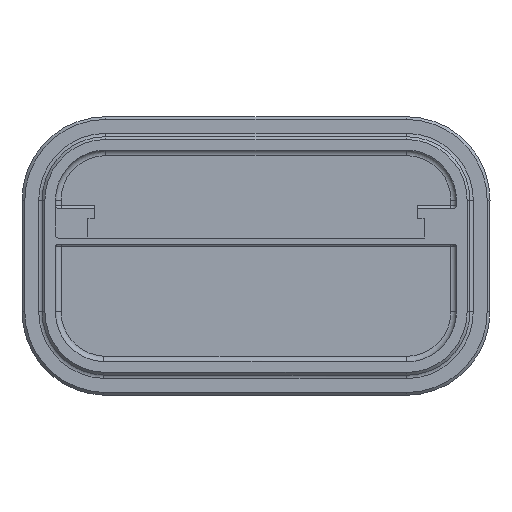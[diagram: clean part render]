
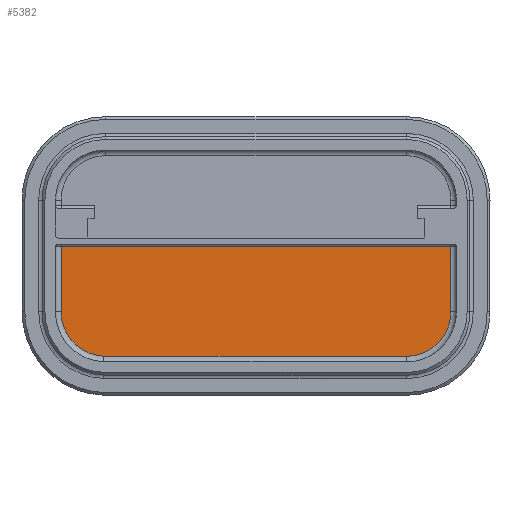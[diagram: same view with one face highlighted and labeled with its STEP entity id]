
A CAD part, front view. The second image highlights one B-rep face of the part: STEP entity #5382.
In plain terms, the highlighted planar face has unit normal (0, -1, 0).
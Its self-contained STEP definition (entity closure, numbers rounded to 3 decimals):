
#327=PLANE('',#5784);
#422=FACE_OUTER_BOUND('',#788,.T.);
#788=EDGE_LOOP('',(#3640,#3641,#3642,#3643,#3644,#3645));
#1174=LINE('',#8125,#1495);
#1193=LINE('',#8238,#1514);
#1194=LINE('',#8242,#1515);
#1195=LINE('',#8246,#1516);
#1495=VECTOR('',#6450,10.);
#1514=VECTOR('',#6519,10.);
#1515=VECTOR('',#6524,10.);
#1516=VECTOR('',#6527,10.);
#1824=CIRCLE('',#5785,4.);
#1825=CIRCLE('',#5786,4.);
#2224=VERTEX_POINT('',#8109);
#2226=VERTEX_POINT('',#8123);
#2249=VERTEX_POINT('',#8237);
#2250=VERTEX_POINT('',#8241);
#2251=VERTEX_POINT('',#8243);
#2252=VERTEX_POINT('',#8245);
#2734=EDGE_CURVE('',#2226,#2224,#1174,.T.);
#2769=EDGE_CURVE('',#2224,#2249,#1193,.T.);
#2771=EDGE_CURVE('',#2250,#2226,#1194,.T.);
#2772=EDGE_CURVE('',#2251,#2250,#1824,.T.);
#2773=EDGE_CURVE('',#2252,#2251,#1195,.T.);
#2774=EDGE_CURVE('',#2249,#2252,#1825,.T.);
#3640=ORIENTED_EDGE('',*,*,#2734,.F.);
#3641=ORIENTED_EDGE('',*,*,#2771,.F.);
#3642=ORIENTED_EDGE('',*,*,#2772,.F.);
#3643=ORIENTED_EDGE('',*,*,#2773,.F.);
#3644=ORIENTED_EDGE('',*,*,#2774,.F.);
#3645=ORIENTED_EDGE('',*,*,#2769,.F.);
#5382=ADVANCED_FACE('',(#422),#327,.F.);
#5784=AXIS2_PLACEMENT_3D('',#8240,#6522,#6523);
#5785=AXIS2_PLACEMENT_3D('',#8244,#6525,#6526);
#5786=AXIS2_PLACEMENT_3D('',#8247,#6528,#6529);
#6450=DIRECTION('',(1.,0.,0.));
#6519=DIRECTION('',(0.,0.,-1.));
#6522=DIRECTION('center_axis',(0.,1.,0.));
#6523=DIRECTION('ref_axis',(0.,0.,1.));
#6524=DIRECTION('',(0.,0.,1.));
#6525=DIRECTION('center_axis',(0.,1.,0.));
#6526=DIRECTION('ref_axis',(-0.72,0.,-0.694));
#6527=DIRECTION('',(-1.,0.,0.001));
#6528=DIRECTION('center_axis',(0.,1.,0.));
#6529=DIRECTION('ref_axis',(0.707,0.,-0.707));
#8109=CARTESIAN_POINT('',(35.498,36.75,10.361));
#8123=CARTESIAN_POINT('',(0.506,36.75,10.361));
#8125=CARTESIAN_POINT('',(10.003,36.75,10.361));
#8237=CARTESIAN_POINT('',(35.495,36.75,4.493));
#8238=CARTESIAN_POINT('',(35.497,36.75,6.991));
#8240=CARTESIAN_POINT('Origin',(18.003,36.75,9.497));
#8241=CARTESIAN_POINT('',(0.506,36.75,4.506));
#8242=CARTESIAN_POINT('',(0.506,36.75,11.999));
#8243=CARTESIAN_POINT('',(4.345,36.75,0.509));
#8244=CARTESIAN_POINT('Origin',(4.506,36.75,4.506));
#8245=CARTESIAN_POINT('',(31.493,36.75,0.495));
#8246=CARTESIAN_POINT('',(11.167,36.75,0.506));
#8247=CARTESIAN_POINT('Origin',(31.495,36.75,4.495));
